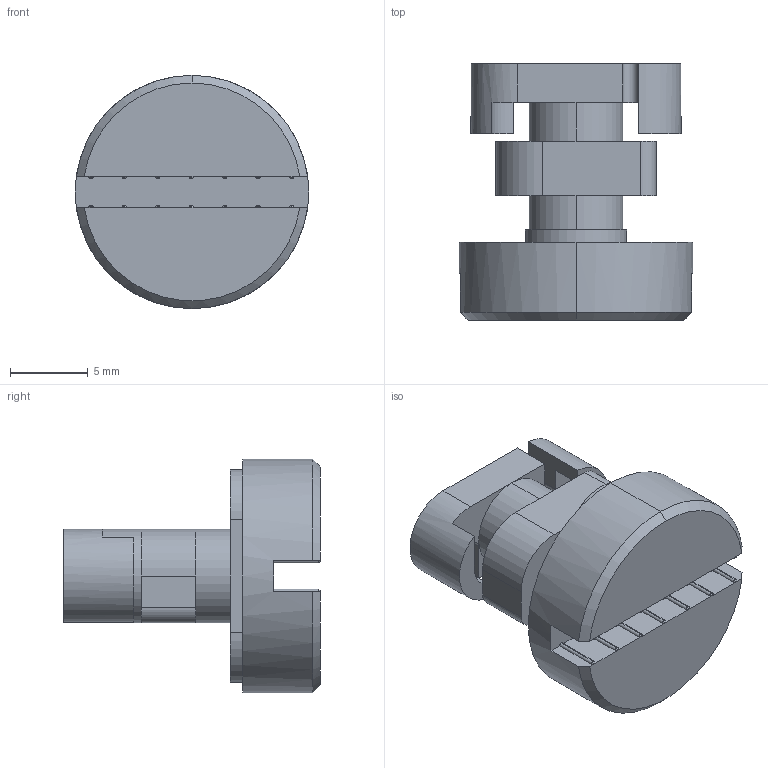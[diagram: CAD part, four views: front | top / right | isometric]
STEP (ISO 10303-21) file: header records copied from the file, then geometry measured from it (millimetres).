
FILE_DESCRIPTION (( 'STEP AP214' ), '1' );
FILE_NAME ('093qfn10.STEP', '2014-08-19T10:05:01', ( '' ), ( '' ), 'SwSTEP 2.0', 'SolidWorks 2014', '' );
FILE_SCHEMA (( 'AUTOMOTIVE_DESIGN' ));
Length unit declared in the file: millimetre
Products named in the file (1): 093qfn10
Bounding box: 15 x 16.5 x 15 mm (x, y, z)
Volume: 1383.5 mm3; surface area: 1181.5 mm2
Topology: 1 solids, 1 shells, 109 faces, 295 edges, 190 vertices
Faces by surface type: plane 44, cylinder 41, cone 24
Entity records: 3479 total; most frequent: DIRECTION 623, CARTESIAN_POINT 607, ORIENTED_EDGE 590, EDGE_CURVE 295, AXIS2_PLACEMENT_3D 222, VERTEX_POINT 190, LINE 179, VECTOR 179
